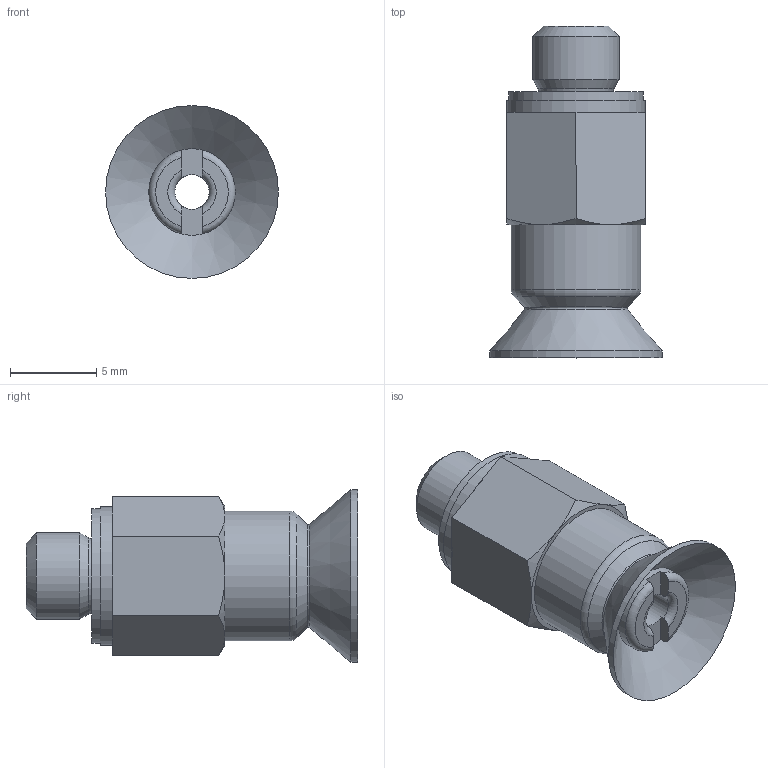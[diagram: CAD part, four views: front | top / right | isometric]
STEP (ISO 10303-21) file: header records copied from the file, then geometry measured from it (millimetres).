
FILE_DESCRIPTION(/* description */ ('STEP AP214'),/* implementation_level */ '2;1');
FILE_NAME(/* name */ '173440_VAS-10-M5-NBR',/* time_stamp */ '2024-09-10T06:21:39+02:00',/* author */ ('License CC BY-ND 4.0'),/* organization */ ('CADENAS'),/* preprocessor_version */ 'ST-DEVELOPER v19.3',/* originating_system */ 'PARTsolutions',/* authorisation */ ' ');
FILE_SCHEMA (('AUTOMOTIVE_DESIGN {1 0 10303 214 3 1 1}'));
Length unit declared in the file: millimetre
Products named in the file (1): 173440 VAS-10-M5-NBR
Bounding box: 10 x 19.2 x 10 mm (x, y, z)
Volume: 714.4 mm3; surface area: 760.9 mm2
Topology: 1 solids, 1 shells, 49 faces, 113 edges, 68 vertices
Faces by surface type: plane 24, cone 11, cylinder 7, torus 7
Full cylindrical faces by diameter (mm): 2 x1, 5 x2, 7.5 x1, 7.8 x1, 8 x1, 10 x1
Entity records: 1324 total; most frequent: CARTESIAN_POINT 270, DIRECTION 216, ORIENTED_EDGE 190, EDGE_CURVE 95, AXIS2_PLACEMENT_3D 91, EDGE_LOOP 68, FACE_BOUND 68, VERTEX_POINT 65
